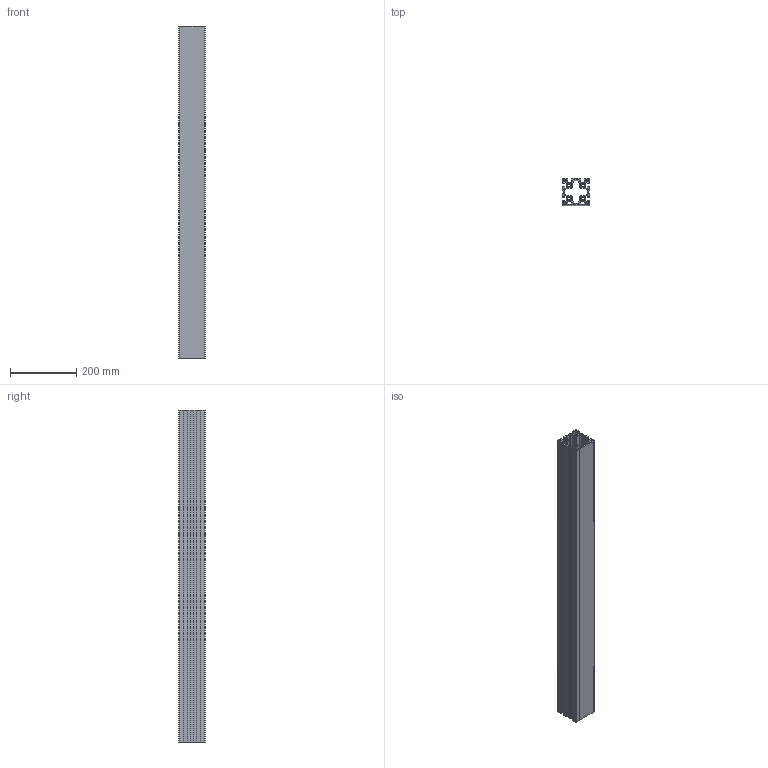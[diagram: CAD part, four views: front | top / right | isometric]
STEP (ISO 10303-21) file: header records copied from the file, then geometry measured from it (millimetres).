
FILE_DESCRIPTION(/* description */ (''),/* implementation_level */ '2;1');
FILE_NAME(/* name */ '82089_KriTec_Profil_10_80x80_2N_6_Nuten_offen.stp',/* time_stamp */ '2022-01-06T08:41:02+01:00',/* author */ ('Nell'),/* organization */ (''),/* preprocessor_version */ 'ST-DEVELOPER v17',/* originating_system */ 'Autodesk Inventor 2018',/* authorisation */ '');
FILE_SCHEMA (('AUTOMOTIVE_DESIGN { 1 0 10303 214 3 1 1 }'));
Length unit declared in the file: millimetre
Products named in the file (1): 82089_KriTec_Profil_10_80x80_2N_6_Nuten_offen
Bounding box: 80 x 80 x 1000 mm (x, y, z)
Volume: 1867985.3 mm3; surface area: 1236357.1 mm2
Topology: 1 solids, 1 shells, 286 faces, 852 edges, 568 vertices
Faces by surface type: plane 258, cylinder 28
Entity records: 9535 total; most frequent: CARTESIAN_POINT 1707, ORIENTED_EDGE 1704, DIRECTION 1482, EDGE_CURVE 852, LINE 796, VECTOR 796, VERTEX_POINT 568, AXIS2_PLACEMENT_3D 343
